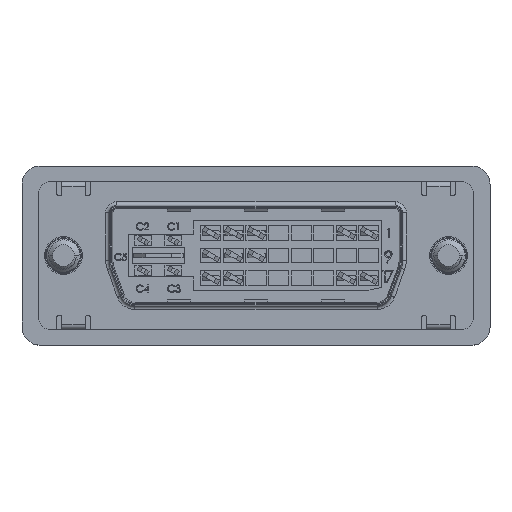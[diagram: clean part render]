
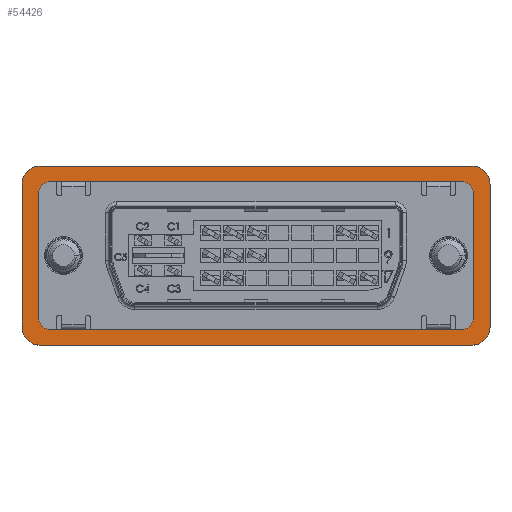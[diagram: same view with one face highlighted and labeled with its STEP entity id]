
A CAD part, top view. The second image highlights one B-rep face of the part: STEP entity #54426.
In plain terms, the highlighted planar face has unit normal (0, 0, 1).
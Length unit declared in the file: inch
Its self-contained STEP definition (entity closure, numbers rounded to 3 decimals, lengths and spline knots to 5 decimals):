
#215 = LINE ( 'NONE', #2356, #65071 ) ;
#340 = EDGE_LOOP ( 'NONE', ( #32678, #45978, #2820, #47037, #19470, #58746, #22410, #51367 ) ) ;
#1211 = EDGE_CURVE ( 'NONE', #34978, #50516, #4610, .T. ) ;
#1748 = CARTESIAN_POINT ( 'NONE',  ( 0.7175, -0.2375, 0.75612 ) ) ;
#2138 = DIRECTION ( 'NONE',  ( 1., 0., 0. ) ) ;
#2356 = CARTESIAN_POINT ( 'NONE',  ( -0.72244, 0.20669, 0.75612 ) ) ;
#2820 = ORIENTED_EDGE ( 'NONE', *, *, #10639, .F. ) ;
#3632 = ORIENTED_EDGE ( 'NONE', *, *, #41603, .F. ) ;
#4027 = DIRECTION ( 'NONE',  ( -1., 0., 0. ) ) ;
#4523 = CARTESIAN_POINT ( 'NONE',  ( 0.72244, -0.20669, 0.75612 ) ) ;
#4610 = CIRCLE ( 'NONE', #27977, 0.06 ) ;
#5260 = VECTOR ( 'NONE', #39864, 39.37008 ) ;
#6698 = EDGE_CURVE ( 'NONE', #23181, #52293, #51950, .T. ) ;
#6744 = AXIS2_PLACEMENT_3D ( 'NONE', #1748, #37606, #6897 ) ;
#6897 = DIRECTION ( 'NONE',  ( -1., 0., 0. ) ) ;
#6985 = ORIENTED_EDGE ( 'NONE', *, *, #28741, .T. ) ;
#7334 = VERTEX_POINT ( 'NONE', #11524 ) ;
#9042 = EDGE_LOOP ( 'NONE', ( #3632, #52291, #52876, #44897, #29228, #6985, #21909, #19575 ) ) ;
#9185 = AXIS2_PLACEMENT_3D ( 'NONE', #25836, #61653, #30982 ) ;
#9827 = VERTEX_POINT ( 'NONE', #21171 ) ;
#9861 = LINE ( 'NONE', #32819, #47515 ) ;
#10615 = CARTESIAN_POINT ( 'NONE',  ( 0.68307, 0.24606, 0.75612 ) ) ;
#10639 = EDGE_CURVE ( 'NONE', #38532, #21245, #24796, .T. ) ;
#10825 = CARTESIAN_POINT ( 'NONE',  ( -0.72244, 0.20669, 0.75612 ) ) ;
#11081 = LINE ( 'NONE', #51538, #50292 ) ;
#11524 = CARTESIAN_POINT ( 'NONE',  ( 0.7175, -0.2975, 0.75612 ) ) ;
#12695 = CIRCLE ( 'NONE', #48312, 0.03937 ) ;
#13686 = CIRCLE ( 'NONE', #29948, 0.03937 ) ;
#15175 = DIRECTION ( 'NONE',  ( 0., 0., 1. ) ) ;
#15396 = CARTESIAN_POINT ( 'NONE',  ( -0.7175, 0.2375, 0.75612 ) ) ;
#15629 = EDGE_CURVE ( 'NONE', #52293, #7334, #9861, .T. ) ;
#15675 = AXIS2_PLACEMENT_3D ( 'NONE', #15396, #51161, #20488 ) ;
#16092 = CARTESIAN_POINT ( 'NONE',  ( 0.68307, -0.20669, 0.75612 ) ) ;
#16426 = CARTESIAN_POINT ( 'NONE',  ( 0.68307, 0.20669, 0.75612 ) ) ;
#17499 = CARTESIAN_POINT ( 'NONE',  ( 0.7775, 0.2375, 0.75612 ) ) ;
#18850 = LINE ( 'NONE', #60198, #5260 ) ;
#19074 = VERTEX_POINT ( 'NONE', #36506 ) ;
#19470 = ORIENTED_EDGE ( 'NONE', *, *, #59983, .F. ) ;
#19575 = ORIENTED_EDGE ( 'NONE', *, *, #1211, .T. ) ;
#19659 = DIRECTION ( 'NONE',  ( 0., -1., 0. ) ) ;
#19856 = VECTOR ( 'NONE', #51258, 39.37008 ) ;
#20170 = VERTEX_POINT ( 'NONE', #4523 ) ;
#20392 = EDGE_CURVE ( 'NONE', #53498, #9827, #13686, .T. ) ;
#20478 = CARTESIAN_POINT ( 'NONE',  ( -0.68307, 0.24606, 0.75612 ) ) ;
#20488 = DIRECTION ( 'NONE',  ( -1., 0., 0. ) ) ;
#21171 = CARTESIAN_POINT ( 'NONE',  ( -0.68307, -0.24606, 0.75612 ) ) ;
#21227 = DIRECTION ( 'NONE',  ( 1., 0., 0. ) ) ;
#21245 = VERTEX_POINT ( 'NONE', #20478 ) ;
#21561 = DIRECTION ( 'NONE',  ( -1., 0., 0. ) ) ;
#21760 = VERTEX_POINT ( 'NONE', #50122 ) ;
#21909 = ORIENTED_EDGE ( 'NONE', *, *, #46509, .F. ) ;
#22410 = ORIENTED_EDGE ( 'NONE', *, *, #51964, .F. ) ;
#23083 = CARTESIAN_POINT ( 'NONE',  ( -0.68307, 0.24606, 0.75612 ) ) ;
#23181 = VERTEX_POINT ( 'NONE', #37914 ) ;
#24198 = CARTESIAN_POINT ( 'NONE',  ( 0.68307, -0.24606, 0.75612 ) ) ;
#24406 = PLANE ( 'NONE',  #27711 ) ;
#24796 = LINE ( 'NONE', #23083, #36862 ) ;
#24968 = EDGE_CURVE ( 'NONE', #40420, #20170, #49096, .T. ) ;
#25661 = CARTESIAN_POINT ( 'NONE',  ( -0.72244, -0.20669, 0.75612 ) ) ;
#25836 = CARTESIAN_POINT ( 'NONE',  ( -0.68307, 0.20669, 0.75612 ) ) ;
#26411 = EDGE_CURVE ( 'NONE', #45428, #23181, #55284, .T. ) ;
#26738 = AXIS2_PLACEMENT_3D ( 'NONE', #16092, #51866, #21227 ) ;
#27096 = CARTESIAN_POINT ( 'NONE',  ( -0.68307, -0.20669, 0.75612 ) ) ;
#27711 = AXIS2_PLACEMENT_3D ( 'NONE', #29528, #34705, #4027 ) ;
#27977 = AXIS2_PLACEMENT_3D ( 'NONE', #45818, #15175, #50946 ) ;
#28207 = DIRECTION ( 'NONE',  ( -1., 0., 0. ) ) ;
#28741 = EDGE_CURVE ( 'NONE', #7334, #44393, #59811, .T. ) ;
#28982 = CARTESIAN_POINT ( 'NONE',  ( -0.7175, -0.2375, 0.75612 ) ) ;
#28995 = CIRCLE ( 'NONE', #9185, 0.03937 ) ;
#29228 = ORIENTED_EDGE ( 'NONE', *, *, #15629, .T. ) ;
#29528 = CARTESIAN_POINT ( 'NONE',  ( 0.7775, 0.2975, 0.75612 ) ) ;
#29659 = VECTOR ( 'NONE', #19659, 39.37008 ) ;
#29948 = AXIS2_PLACEMENT_3D ( 'NONE', #27096, #62925, #32255 ) ;
#30982 = DIRECTION ( 'NONE',  ( 1., 0., 0. ) ) ;
#32255 = DIRECTION ( 'NONE',  ( 1., 0., 0. ) ) ;
#32678 = ORIENTED_EDGE ( 'NONE', *, *, #55325, .F. ) ;
#32819 = CARTESIAN_POINT ( 'NONE',  ( 0.7775, -0.2975, 0.75612 ) ) ;
#33503 = LINE ( 'NONE', #35855, #19856 ) ;
#33904 = CARTESIAN_POINT ( 'NONE',  ( 0.72244, 0.20669, 0.75612 ) ) ;
#34139 = DIRECTION ( 'NONE',  ( -1., 0., 0. ) ) ;
#34705 = DIRECTION ( 'NONE',  ( 0., 0., -1. ) ) ;
#34978 = VERTEX_POINT ( 'NONE', #17499 ) ;
#35855 = CARTESIAN_POINT ( 'NONE',  ( -0.68307, -0.24606, 0.75612 ) ) ;
#36435 = FACE_OUTER_BOUND ( 'NONE', #9042, .T. ) ;
#36506 = CARTESIAN_POINT ( 'NONE',  ( -0.7175, 0.2975, 0.75612 ) ) ;
#36862 = VECTOR ( 'NONE', #28207, 39.37008 ) ;
#37606 = DIRECTION ( 'NONE',  ( 0., 0., 1. ) ) ;
#37914 = CARTESIAN_POINT ( 'NONE',  ( -0.7775, -0.2375, 0.75612 ) ) ;
#38226 = DIRECTION ( 'NONE',  ( 0., -1., 0. ) ) ;
#38531 = CARTESIAN_POINT ( 'NONE',  ( -0.7775, 0.2375, 0.75612 ) ) ;
#38532 = VERTEX_POINT ( 'NONE', #10615 ) ;
#39864 = DIRECTION ( 'NONE',  ( 0., -1., 0. ) ) ;
#40420 = VERTEX_POINT ( 'NONE', #24198 ) ;
#41603 = EDGE_CURVE ( 'NONE', #19074, #50516, #11081, .T. ) ;
#43695 = AXIS2_PLACEMENT_3D ( 'NONE', #28982, #64767, #34139 ) ;
#44393 = VERTEX_POINT ( 'NONE', #63879 ) ;
#44776 = EDGE_CURVE ( 'NONE', #21760, #38532, #12695, .T. ) ;
#44897 = ORIENTED_EDGE ( 'NONE', *, *, #6698, .T. ) ;
#45428 = VERTEX_POINT ( 'NONE', #38531 ) ;
#45818 = CARTESIAN_POINT ( 'NONE',  ( 0.7175, 0.2375, 0.75612 ) ) ;
#45978 = ORIENTED_EDGE ( 'NONE', *, *, #62815, .F. ) ;
#46509 = EDGE_CURVE ( 'NONE', #34978, #44393, #18850, .T. ) ;
#47037 = ORIENTED_EDGE ( 'NONE', *, *, #44776, .F. ) ;
#47515 = VECTOR ( 'NONE', #2138, 39.37008 ) ;
#48312 = AXIS2_PLACEMENT_3D ( 'NONE', #16426, #52223, #21561 ) ;
#49096 = CIRCLE ( 'NONE', #26738, 0.03937 ) ;
#49345 = DIRECTION ( 'NONE',  ( 0., 1., 0. ) ) ;
#50122 = CARTESIAN_POINT ( 'NONE',  ( 0.72244, 0.20669, 0.75612 ) ) ;
#50292 = VECTOR ( 'NONE', #56687, 39.37008 ) ;
#50511 = CIRCLE ( 'NONE', #15675, 0.06 ) ;
#50516 = VERTEX_POINT ( 'NONE', #55617 ) ;
#50946 = DIRECTION ( 'NONE',  ( -1., 0., 0. ) ) ;
#51161 = DIRECTION ( 'NONE',  ( 0., 0., 1. ) ) ;
#51258 = DIRECTION ( 'NONE',  ( 1., 0., 0. ) ) ;
#51367 = ORIENTED_EDGE ( 'NONE', *, *, #20392, .F. ) ;
#51422 = VERTEX_POINT ( 'NONE', #10825 ) ;
#51538 = CARTESIAN_POINT ( 'NONE',  ( 0.7775, 0.2975, 0.75612 ) ) ;
#51866 = DIRECTION ( 'NONE',  ( 0., 0., 1. ) ) ;
#51950 = CIRCLE ( 'NONE', #43695, 0.06 ) ;
#51964 = EDGE_CURVE ( 'NONE', #9827, #40420, #33503, .T. ) ;
#52223 = DIRECTION ( 'NONE',  ( 0., 0., 1. ) ) ;
#52291 = ORIENTED_EDGE ( 'NONE', *, *, #63633, .T. ) ;
#52293 = VERTEX_POINT ( 'NONE', #53661 ) ;
#52876 = ORIENTED_EDGE ( 'NONE', *, *, #26411, .T. ) ;
#53498 = VERTEX_POINT ( 'NONE', #25661 ) ;
#53661 = CARTESIAN_POINT ( 'NONE',  ( -0.7175, -0.2975, 0.75612 ) ) ;
#54426 = ADVANCED_FACE ( 'NONE', ( #65194, #36435 ), #24406, .F. ) ;
#54839 = VECTOR ( 'NONE', #49345, 39.37008 ) ;
#55284 = LINE ( 'NONE', #60623, #29659 ) ;
#55325 = EDGE_CURVE ( 'NONE', #51422, #53498, #215, .T. ) ;
#55617 = CARTESIAN_POINT ( 'NONE',  ( 0.7175, 0.2975, 0.75612 ) ) ;
#56470 = LINE ( 'NONE', #33904, #54839 ) ;
#56687 = DIRECTION ( 'NONE',  ( 1., 0., 0. ) ) ;
#58746 = ORIENTED_EDGE ( 'NONE', *, *, #24968, .F. ) ;
#59811 = CIRCLE ( 'NONE', #6744, 0.06 ) ;
#59983 = EDGE_CURVE ( 'NONE', #20170, #21760, #56470, .T. ) ;
#60198 = CARTESIAN_POINT ( 'NONE',  ( 0.7775, 0.2975, 0.75612 ) ) ;
#60623 = CARTESIAN_POINT ( 'NONE',  ( -0.7775, 0.2975, 0.75612 ) ) ;
#61653 = DIRECTION ( 'NONE',  ( 0., 0., 1. ) ) ;
#62815 = EDGE_CURVE ( 'NONE', #21245, #51422, #28995, .T. ) ;
#62925 = DIRECTION ( 'NONE',  ( 0., 0., 1. ) ) ;
#63633 = EDGE_CURVE ( 'NONE', #19074, #45428, #50511, .T. ) ;
#63879 = CARTESIAN_POINT ( 'NONE',  ( 0.7775, -0.2375, 0.75612 ) ) ;
#64767 = DIRECTION ( 'NONE',  ( 0., 0., 1. ) ) ;
#65071 = VECTOR ( 'NONE', #38226, 39.37008 ) ;
#65194 = FACE_BOUND ( 'NONE', #340, .T. ) ;
